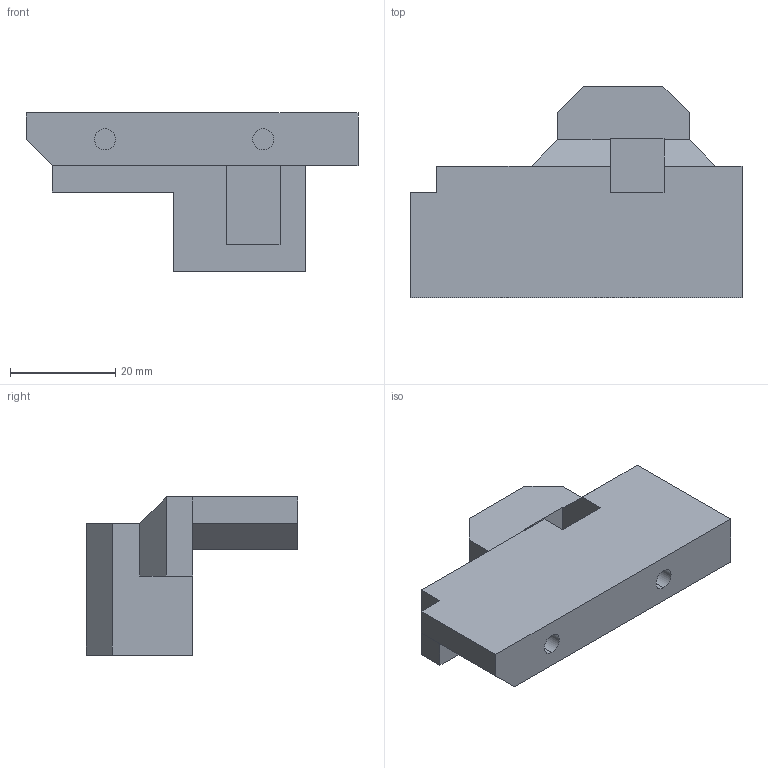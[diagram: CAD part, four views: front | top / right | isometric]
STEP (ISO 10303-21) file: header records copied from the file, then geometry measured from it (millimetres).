
FILE_DESCRIPTION (( 'STEP AP203' ), '1' );
FILE_NAME ('Blokada boczna - lustro.STEP', '2025-04-22T19:19:13', ( '' ), ( '' ), 'SwSTEP 2.0', 'SolidWorks 2024', '' );
FILE_SCHEMA (( 'CONFIG_CONTROL_DESIGN' ));
Length unit declared in the file: millimetre
Products named in the file (1): Blokada boczna - lustro
Bounding box: 63 x 40.2 x 30 mm (x, y, z)
Volume: 25068.7 mm3; surface area: 8324.7 mm2
Topology: 1 solids, 1 shells, 34 faces, 88 edges, 56 vertices
Faces by surface type: plane 30, cylinder 4
Entity records: 1097 total; most frequent: CARTESIAN_POINT 179, ORIENTED_EDGE 176, DIRECTION 166, EDGE_CURVE 88, LINE 80, VECTOR 80, VERTEX_POINT 56, AXIS2_PLACEMENT_3D 43
